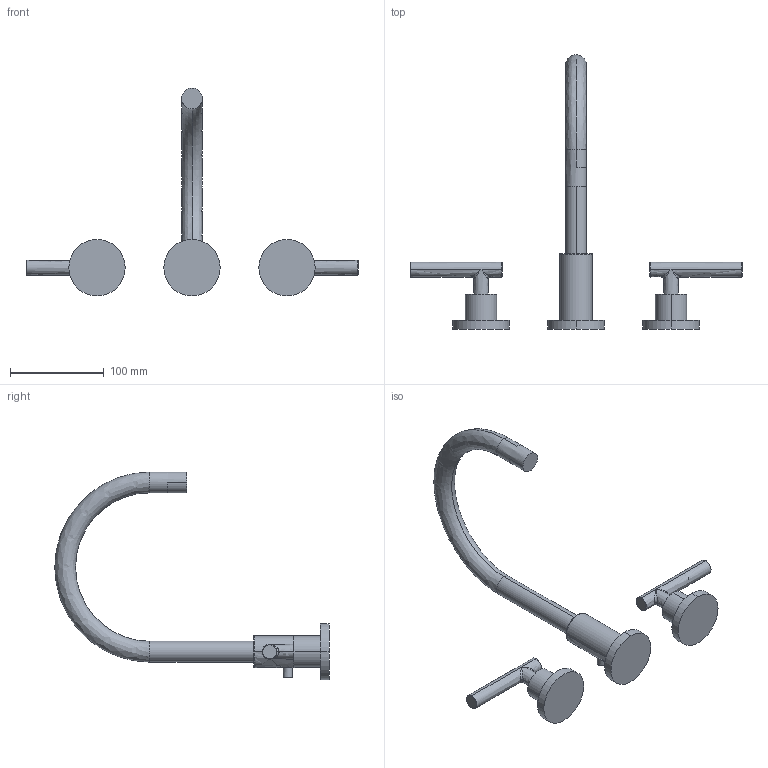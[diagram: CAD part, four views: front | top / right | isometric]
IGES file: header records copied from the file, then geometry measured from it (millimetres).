
Start section:  PTC IGES file: 990l.igs
Global section: file name: 990l.igs; native system: Creo Parametric by PTC Inc.; preprocessor: 2018400; author: jinson.thomas; organization: Unknown; date: 20201126.110311; units: inch
Bounding box: 355.04 x 293.48 x 222.28 mm (x, y, z)
Volume: 413841.9 mm3; surface area: 78585.4 mm2
Topology: 3 solids, 3 shells, 63 faces, 124 edges, 74 vertices
Faces by surface type: revolution 40, bspline 23
